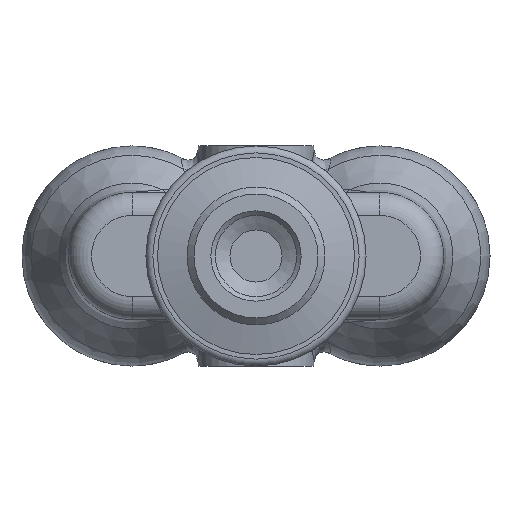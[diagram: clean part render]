
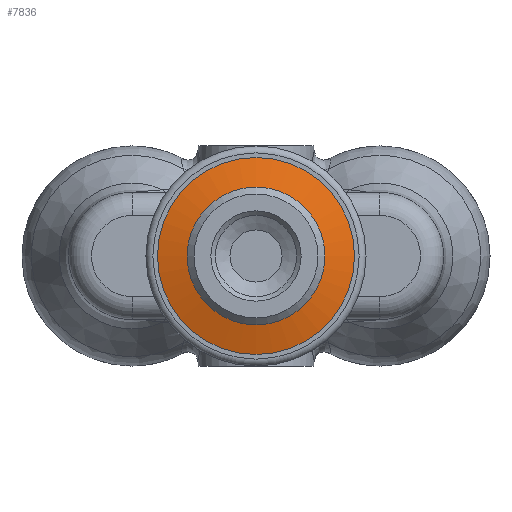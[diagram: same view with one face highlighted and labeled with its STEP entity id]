
A CAD part, front view. The second image highlights one B-rep face of the part: STEP entity #7836.
In plain terms, the highlighted conical face has half-angle 75 degrees and reference radius 2.975 mm.
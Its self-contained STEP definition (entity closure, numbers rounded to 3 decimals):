
#24=CONICAL_SURFACE('',#8231,2.975,1.309);
#180=CIRCLE('',#8230,4.25);
#181=CIRCLE('',#8232,2.975);
#3805=ORIENTED_EDGE('',*,*,#5047,.T.);
#3806=ORIENTED_EDGE('',*,*,#5048,.F.);
#5047=EDGE_CURVE('',#5804,#5804,#180,.T.);
#5048=EDGE_CURVE('',#5805,#5805,#181,.T.);
#5804=VERTEX_POINT('',#20926);
#5805=VERTEX_POINT('',#20929);
#6592=EDGE_LOOP('',(#3805));
#6593=EDGE_LOOP('',(#3806));
#7122=FACE_BOUND('',#6592,.T.);
#7123=FACE_BOUND('',#6593,.T.);
#7836=ADVANCED_FACE('',(#7122,#7123),#24,.T.);
#8230=AXIS2_PLACEMENT_3D('',#20925,#9668,#9669);
#8231=AXIS2_PLACEMENT_3D('',#20927,#9670,#9671);
#8232=AXIS2_PLACEMENT_3D('',#20928,#9672,#9673);
#9668=DIRECTION('',(0.,-1.,0.));
#9669=DIRECTION('',(0.,0.,-1.));
#9670=DIRECTION('',(0.,1.,0.));
#9671=DIRECTION('',(0.,0.,1.));
#9672=DIRECTION('',(0.,-1.,0.));
#9673=DIRECTION('',(0.,0.,-1.));
#20925=CARTESIAN_POINT('',(0.,-15.958,0.));
#20926=CARTESIAN_POINT('',(0.,-15.958,-4.25));
#20927=CARTESIAN_POINT('',(0.,-16.3,0.));
#20928=CARTESIAN_POINT('',(0.,-16.3,0.));
#20929=CARTESIAN_POINT('',(0.,-16.3,-2.975));
